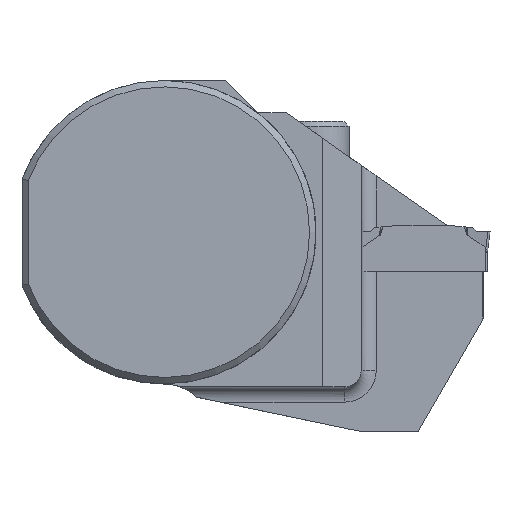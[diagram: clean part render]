
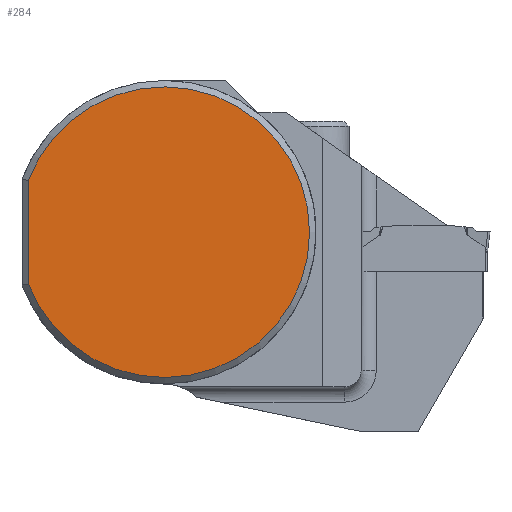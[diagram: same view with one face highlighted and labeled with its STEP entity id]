
A CAD part, top view. The second image highlights one B-rep face of the part: STEP entity #284.
In plain terms, the highlighted planar face has unit normal (0, 0, 1).
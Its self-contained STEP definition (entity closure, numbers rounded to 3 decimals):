
#191=CIRCLE('',#2285,15.325);
#284=ADVANCED_FACE('',(#449),#365,.F.);
#365=PLANE('',#2288);
#449=FACE_OUTER_BOUND('',#560,.T.);
#560=EDGE_LOOP('',(#1023,#1024));
#1023=ORIENTED_EDGE('',*,*,#1614,.F.);
#1024=ORIENTED_EDGE('',*,*,#1621,.T.);
#1356=VERTEX_POINT('',#3869);
#1357=VERTEX_POINT('',#3874);
#1614=EDGE_CURVE('',#1357,#1356,#1827,.T.);
#1621=EDGE_CURVE('',#1357,#1356,#191,.T.);
#1827=LINE('',#3875,#2015);
#2015=VECTOR('',#2691,1.);
#2285=AXIS2_PLACEMENT_3D('',#3890,#2714,#2715);
#2288=AXIS2_PLACEMENT_3D('',#3893,#2720,#2721);
#2691=DIRECTION('',(0.,1.,0.));
#2714=DIRECTION('',(0.,0.,1.));
#2715=DIRECTION('',(1.,0.,0.));
#2720=DIRECTION('',(0.,0.,-1.));
#2721=DIRECTION('',(1.,0.,0.));
#3869=CARTESIAN_POINT('',(-14.325,5.445,0.));
#3874=CARTESIAN_POINT('',(-14.325,-5.445,0.));
#3875=CARTESIAN_POINT('',(-14.325,16.,0.));
#3890=CARTESIAN_POINT('',(0.,0.,0.));
#3893=CARTESIAN_POINT('',(0.,0.,0.));
